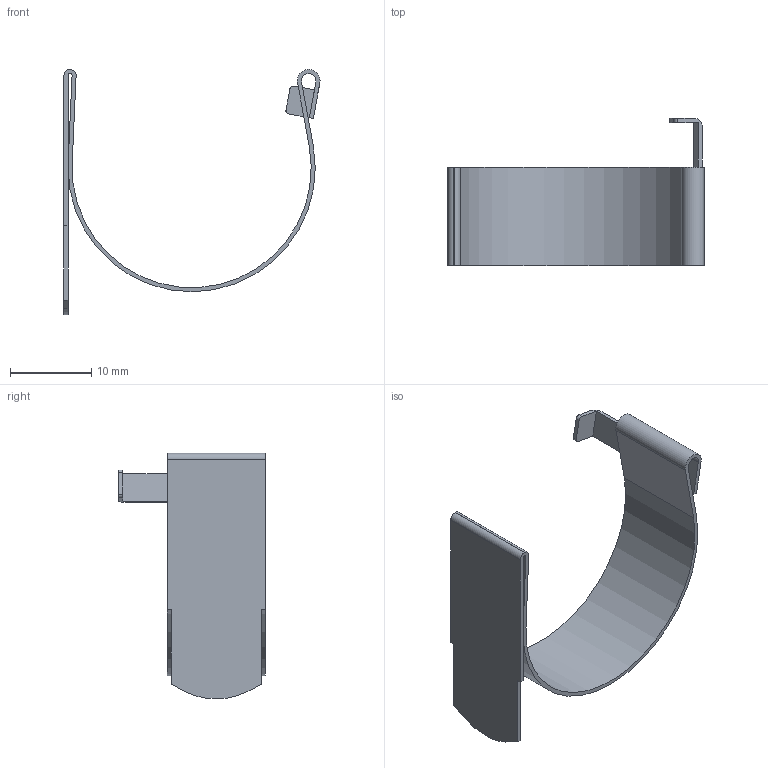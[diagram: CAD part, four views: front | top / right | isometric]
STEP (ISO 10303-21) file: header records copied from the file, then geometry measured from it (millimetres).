
FILE_DESCRIPTION((''),'2;1');
FILE_NAME('SCHNALLE30','2011-12-02T',('dhelisch'),(''),'PRO/ENGINEER BY PARAMETRIC TECHNOLOGY CORPORATION, 2007250','PRO/ENGINEER BY PARAMETRIC TECHNOLOGY CORPORATION, 2007250','');
FILE_SCHEMA(('CONFIG_CONTROL_DESIGN'));
Length unit declared in the file: millimetre
Products named in the file (1): SCHNALLE30
Bounding box: 31.59 x 18.1 x 30.25 mm (x, y, z)
Volume: 664.8 mm3; surface area: 2788.6 mm2
Topology: 1 solids, 1 shells, 39 faces, 113 edges, 76 vertices
Faces by surface type: plane 25, cylinder 14
Entity records: 1365 total; most frequent: CARTESIAN_POINT 228, ORIENTED_EDGE 226, DIRECTION 221, EDGE_CURVE 113, VECTOR 83, LINE 83, VERTEX_POINT 76, AXIS2_PLACEMENT_3D 69
